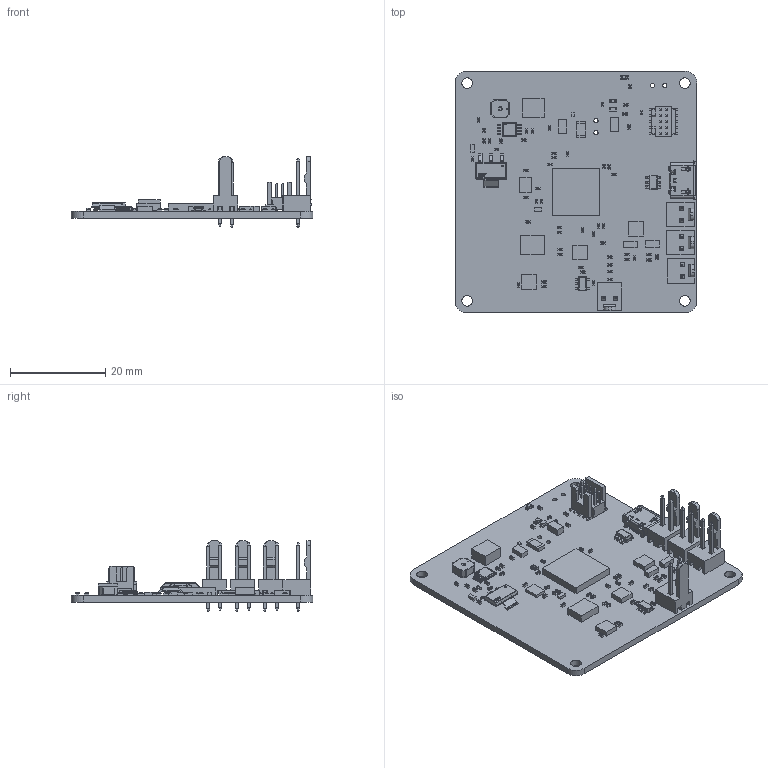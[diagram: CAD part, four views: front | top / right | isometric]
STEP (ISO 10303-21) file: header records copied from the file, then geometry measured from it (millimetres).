
FILE_DESCRIPTION(('Open CASCADE Model'),'2;1');
FILE_NAME('Open CASCADE Shape Model','2020-06-10T13:46:42',('Author'),( 'Open CASCADE'),'Open CASCADE STEP processor 6.8','Open CASCADE 6.8' ,'Unknown');
FILE_SCHEMA(('AUTOMOTIVE_DESIGN { 1 0 10303 214 1 1 1 1 }'));
Length unit declared in the file: millimetre
Products named in the file (157): PCB; Board; Open CASCADE STEP translator 6.8 1.1.1; P4; FTSH-105-01-L-DV-K; _FTSH-105-01-L-DV-K_body; _FTSH-105-01-L-DV-K_pins1; _FTSH-105-01-L-DV-K_pins2; P7; 61900211121; 6190xx11121_PIN; P6; P3; J1; 1050170001; Open CASCADE STEP translator 6.8 1.6.1.1; Open CASCADE STEP translator 6.8 1.6.1.2; U9; 6455144224; Extruded; U7; MUY08A_ASM; BODY_MUY08A; LEAD_MUY08A; EXP_PAD_MUY08A; U6; 6455145584; R23; capacitor_0402; R21; 6455148304; 6455147984; R20; R17; R16; R15; R14; R13; Q3; 6455144544 ...
Assembly tree (234 placements, depth 5):
  PCB
    Board
      Open CASCADE STEP translator 6.8 1.1.1
    P4
      FTSH-105-01-L-DV-K
        _FTSH-105-01-L-DV-K_body
        _FTSH-105-01-L-DV-K_pins1
        _FTSH-105-01-L-DV-K_pins2
    P7
      61900211121
        6190xx11121_PIN  x2
        61900211121
    P6
      61900211121
        6190xx11121_PIN  x2
        61900211121
    P3
      61900211121
        6190xx11121_PIN  x2
        61900211121
    J1
      1050170001
        Open CASCADE STEP translator 6.8 1.6.1.1
        Open CASCADE STEP translator 6.8 1.6.1.2
    U9
      6455144224
        Extruded
    U7
      MUY08A_ASM
        BODY_MUY08A
        LEAD_MUY08A  x8
        EXP_PAD_MUY08A
    U6
      6455145584
        Extruded
    R23
      capacitor_0402
    R21
      6455148304
        Extruded
      6455147984  x2
        Extruded
    R20
      capacitor_0402
    R17
      capacitor_0402
    R16
      capacitor_0402
    R15
      capacitor_0402
    R14
      capacitor_0402
    R13
      capacitor_0402
    Q3
      6455144544
        Extruded
    L1
      Ind_Coilcraft_LPS4018-223MRB_eec
        1
Bounding box: 50.8 x 50.8 x 14.9 mm (x, y, z)
Volume: 4595.6 mm3; surface area: 8546 mm2
Topology: 249 solids, 249 shells, 8674 faces, 22205 edges, 14091 vertices
Faces by surface type: plane 4274, bspline 2862, cylinder 1499, sphere 37, torus 2
Full cylindrical faces by diameter (mm): 0.095 x2, 0.22 x1, 0.323 x1, 0.85 x2, 0.9 x4, 1 x8, 2.2 x4, 2.206 x1, 2.393 x1
Entity records: 58725 total; most frequent: CARTESIAN_POINT 12877, ORIENTED_EDGE 8264, DIRECTION 8020, EDGE_CURVE 4132, LINE 3336, VECTOR 3336, VERTEX_POINT 2653, AXIS2_PLACEMENT_3D 2342
